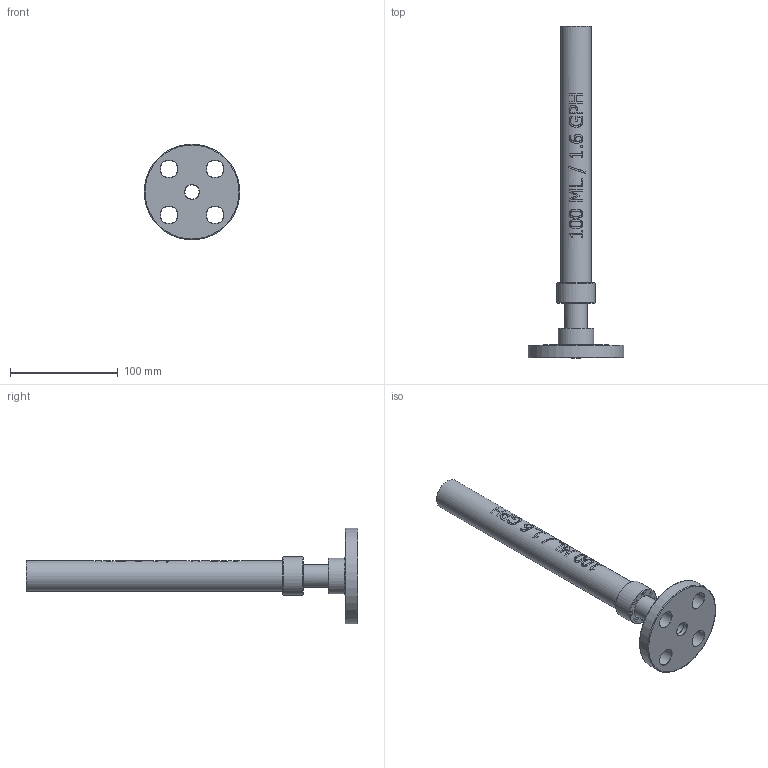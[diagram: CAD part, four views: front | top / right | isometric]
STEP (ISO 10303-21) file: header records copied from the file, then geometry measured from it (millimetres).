
FILE_DESCRIPTION((''),'2;1');
FILE_NAME('PV#1-100-F_R0.ipt.stp','2017-07-11T09:23:35',(''),(''),'Autodesk Inventor 2009','Autodesk Inventor 2009','');
FILE_SCHEMA(('AUTOMOTIVE_DESIGN { 1 0 10303 214 1 1 1 1 }'));
Length unit declared in the file: inch
Products named in the file (1): PV#1-100-F_R0
Bounding box: 88.56 x 308.1 x 88.56 mm (x, y, z)
Volume: 123668 mm3; surface area: 71550.9 mm2
Topology: 2 solids, 2 shells, 243 faces, 611 edges, 402 vertices
Faces by surface type: bspline 98, plane 91, cylinder 26, cone 15, torus 13
Full cylindrical faces by diameter (mm): 13.36 x1, 16.002 x4, 25.527 x1, 28.575 x1, 33.541 x1, 35.56 x1, 88.9 x1
Entity records: 35107 total; most frequent: CARTESIAN_POINT 29936, ORIENTED_EDGE 1146, DIRECTION 766, EDGE_CURVE 573, VERTEX_POINT 398, EDGE_LOOP 319, AXIS2_PLACEMENT_3D 276, FACE_OUTER_BOUND 243
